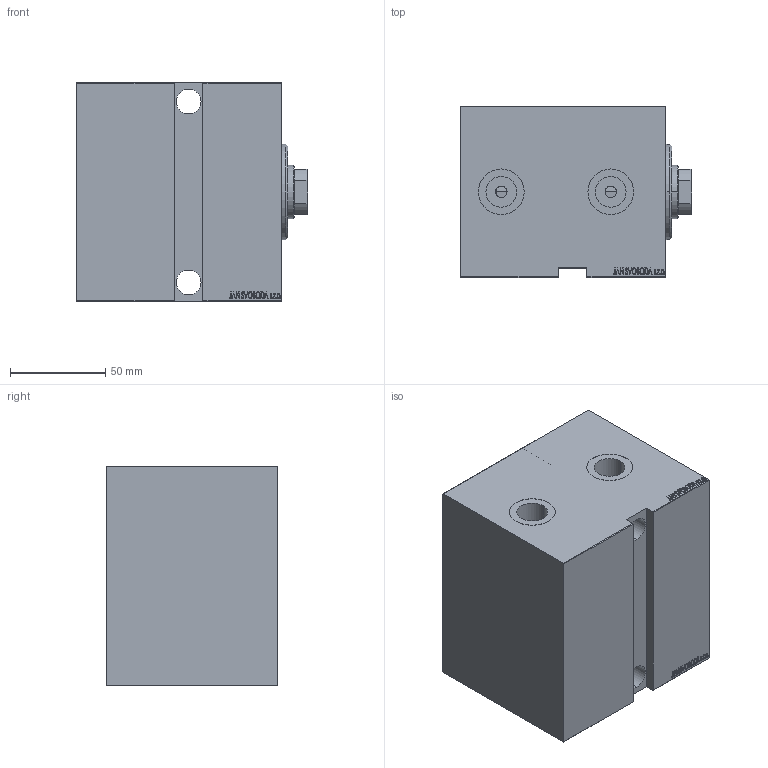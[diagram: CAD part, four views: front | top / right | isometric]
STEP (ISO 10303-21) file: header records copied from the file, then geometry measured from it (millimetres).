
FILE_DESCRIPTION (( 'STEP AP203' ), '1' );
FILE_NAME ('5d26.STEP', '2022-04-17T13:38:24', ( '' ), ( '' ), 'SwSTEP 2.0', 'SolidWorks 2019', '' );
FILE_SCHEMA (( 'CONFIG_CONTROL_DESIGN' ));
Length unit declared in the file: millimetre
Products named in the file (4): V450CM_E_Body 44e7252aa3ca9d88facf1e2b04ee9c1a; V450CM_E_VCP 44e7252aa3ca9d88facf1e2b04ee9c1a; V450CM_VC_B 44e7252aa3ca9d88facf1e2b04ee9c1a; 5d26
Assembly tree (3 placements, depth 2):
  5d26
    V450CM_E_Body 44e7252aa3ca9d88facf1e2b04ee9c1a
    V450CM_E_VCP 44e7252aa3ca9d88facf1e2b04ee9c1a
    V450CM_VC_B 44e7252aa3ca9d88facf1e2b04ee9c1a
Bounding box: 121.5 x 90 x 115 mm (x, y, z)
Volume: 967753.7 mm3; surface area: 127474.6 mm2
Topology: 3 solids, 3 shells, 850 faces, 2193 edges, 1454 vertices
Faces by surface type: plane 410, bspline 380, cylinder 46, cone 14
Entity records: 43105 total; most frequent: CARTESIAN_POINT 24479, ORIENTED_EDGE 4382, DIRECTION 2475, EDGE_CURVE 2191, VERTEX_POINT 1454, VECTOR 1311, LINE 1311, EDGE_LOOP 967
